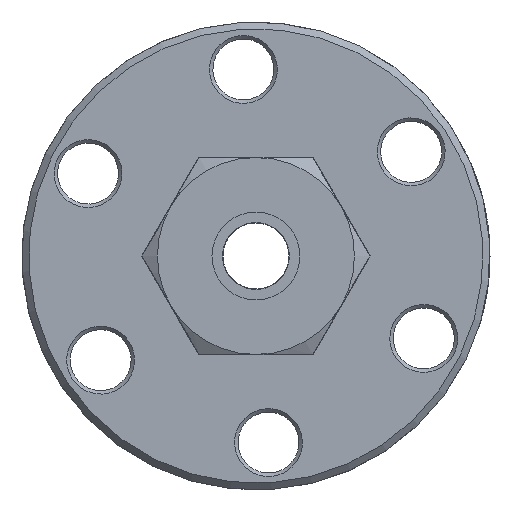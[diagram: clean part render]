
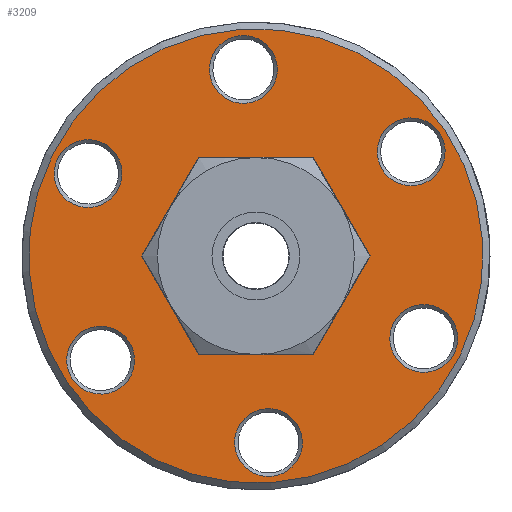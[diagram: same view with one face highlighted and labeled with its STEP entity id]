
A CAD part, front view. The second image highlights one B-rep face of the part: STEP entity #3209.
In plain terms, the highlighted planar face has unit normal (0, -1, 0).
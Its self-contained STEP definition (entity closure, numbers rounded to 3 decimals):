
#375=FACE_BOUND('',#690,.T.);
#376=FACE_BOUND('',#691,.T.);
#377=FACE_BOUND('',#692,.T.);
#378=FACE_BOUND('',#693,.T.);
#379=FACE_BOUND('',#694,.T.);
#380=FACE_BOUND('',#695,.T.);
#381=FACE_BOUND('',#696,.T.);
#410=PLANE('',#3574);
#491=FACE_OUTER_BOUND('',#689,.T.);
#689=EDGE_LOOP('',(#2236));
#690=EDGE_LOOP('',(#2237));
#691=EDGE_LOOP('',(#2238));
#692=EDGE_LOOP('',(#2239));
#693=EDGE_LOOP('',(#2240));
#694=EDGE_LOOP('',(#2241));
#695=EDGE_LOOP('',(#2242));
#696=EDGE_LOOP('',(#2243));
#1236=CIRCLE('',#3568,6.35);
#1240=CIRCLE('',#3573,16.4);
#1241=CIRCLE('',#3575,2.45);
#1242=CIRCLE('',#3576,2.45);
#1243=CIRCLE('',#3577,2.45);
#1244=CIRCLE('',#3578,2.45);
#1245=CIRCLE('',#3579,2.45);
#1246=CIRCLE('',#3580,2.45);
#1393=VERTEX_POINT('',#4798);
#1397=VERTEX_POINT('',#4808);
#1398=VERTEX_POINT('',#4812);
#1399=VERTEX_POINT('',#4814);
#1400=VERTEX_POINT('',#4816);
#1401=VERTEX_POINT('',#4818);
#1402=VERTEX_POINT('',#4820);
#1403=VERTEX_POINT('',#4822);
#1719=EDGE_CURVE('',#1393,#1393,#1236,.T.);
#1725=EDGE_CURVE('',#1397,#1397,#1240,.T.);
#1726=EDGE_CURVE('',#1398,#1398,#1241,.T.);
#1727=EDGE_CURVE('',#1399,#1399,#1242,.T.);
#1728=EDGE_CURVE('',#1400,#1400,#1243,.T.);
#1729=EDGE_CURVE('',#1401,#1401,#1244,.T.);
#1730=EDGE_CURVE('',#1402,#1402,#1245,.T.);
#1731=EDGE_CURVE('',#1403,#1403,#1246,.T.);
#2236=ORIENTED_EDGE('',*,*,#1725,.F.);
#2237=ORIENTED_EDGE('',*,*,#1719,.T.);
#2238=ORIENTED_EDGE('',*,*,#1726,.F.);
#2239=ORIENTED_EDGE('',*,*,#1727,.F.);
#2240=ORIENTED_EDGE('',*,*,#1728,.F.);
#2241=ORIENTED_EDGE('',*,*,#1729,.F.);
#2242=ORIENTED_EDGE('',*,*,#1730,.F.);
#2243=ORIENTED_EDGE('',*,*,#1731,.F.);
#3209=ADVANCED_FACE('',(#491,#375,#376,#377,#378,#379,#380,#381),#410,.T.);
#3568=AXIS2_PLACEMENT_3D('',#4799,#3962,#3963);
#3573=AXIS2_PLACEMENT_3D('',#4810,#3974,#3975);
#3574=AXIS2_PLACEMENT_3D('',#4811,#3976,#3977);
#3575=AXIS2_PLACEMENT_3D('',#4813,#3978,#3979);
#3576=AXIS2_PLACEMENT_3D('',#4815,#3980,#3981);
#3577=AXIS2_PLACEMENT_3D('',#4817,#3982,#3983);
#3578=AXIS2_PLACEMENT_3D('',#4819,#3984,#3985);
#3579=AXIS2_PLACEMENT_3D('',#4821,#3986,#3987);
#3580=AXIS2_PLACEMENT_3D('',#4823,#3988,#3989);
#3962=DIRECTION('center_axis',(0.,1.,0.));
#3963=DIRECTION('ref_axis',(-1.,0.,0.));
#3974=DIRECTION('center_axis',(0.,1.,0.));
#3975=DIRECTION('ref_axis',(1.,0.,0.));
#3976=DIRECTION('center_axis',(0.,-1.,0.));
#3977=DIRECTION('ref_axis',(0.,0.,-1.));
#3978=DIRECTION('center_axis',(0.,-1.,0.));
#3979=DIRECTION('ref_axis',(0.5,0.,0.866));
#3980=DIRECTION('center_axis',(0.,-1.,0.));
#3981=DIRECTION('ref_axis',(-1.,0.,0.));
#3982=DIRECTION('center_axis',(0.,-1.,0.));
#3983=DIRECTION('ref_axis',(0.5,0.,-0.866));
#3984=DIRECTION('center_axis',(0.,-1.,0.));
#3985=DIRECTION('ref_axis',(1.,0.,0.));
#3986=DIRECTION('center_axis',(0.,-1.,0.));
#3987=DIRECTION('ref_axis',(-0.5,0.,-0.866));
#3988=DIRECTION('center_axis',(0.,-1.,0.));
#3989=DIRECTION('ref_axis',(-0.5,0.,0.866));
#4798=CARTESIAN_POINT('',(6.35,0.,0.));
#4799=CARTESIAN_POINT('Origin',(0.,0.,0.));
#4808=CARTESIAN_POINT('',(-16.4,0.,0.));
#4810=CARTESIAN_POINT('Origin',(0.,0.,0.));
#4811=CARTESIAN_POINT('Origin',(-16.9,0.,0.));
#4812=CARTESIAN_POINT('',(10.466,0.,-8.872));
#4813=CARTESIAN_POINT('Origin',(11.691,0.,-6.75));
#4814=CARTESIAN_POINT('',(2.45,0.,13.5));
#4815=CARTESIAN_POINT('Origin',(0.,0.,
13.5));
#4816=CARTESIAN_POINT('',(-12.916,0.,-4.628));
#4817=CARTESIAN_POINT('Origin',(-11.691,0.,
-6.75));
#4818=CARTESIAN_POINT('',(-2.45,0.,-13.5));
#4819=CARTESIAN_POINT('Origin',(0.,0.,-13.5));
#4820=CARTESIAN_POINT('',(-10.466,0.,8.872));
#4821=CARTESIAN_POINT('Origin',(-11.691,0.,
6.75));
#4822=CARTESIAN_POINT('',(12.916,0.,4.628));
#4823=CARTESIAN_POINT('Origin',(11.691,0.,6.75));
